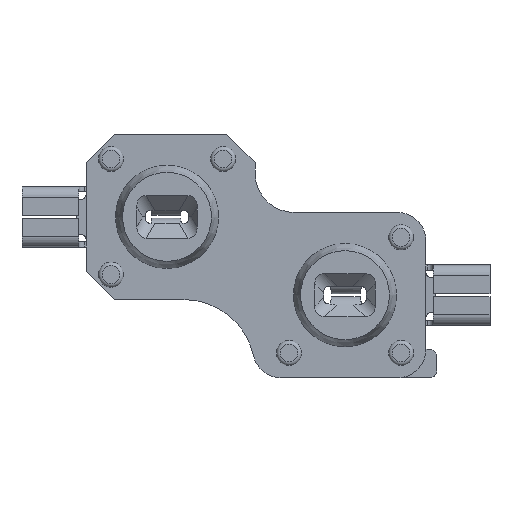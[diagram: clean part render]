
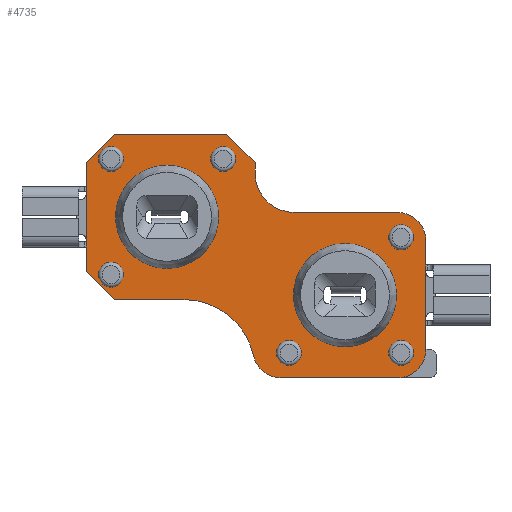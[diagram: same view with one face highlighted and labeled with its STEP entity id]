
A CAD part, front view. The second image highlights one B-rep face of the part: STEP entity #4735.
In plain terms, the highlighted planar face has unit normal (0, -1, 0).
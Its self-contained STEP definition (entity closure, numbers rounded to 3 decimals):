
#85=FACE_BOUND('',#723,.T.);
#86=FACE_BOUND('',#724,.T.);
#87=FACE_BOUND('',#725,.T.);
#88=FACE_BOUND('',#726,.T.);
#89=FACE_BOUND('',#727,.T.);
#90=FACE_BOUND('',#728,.T.);
#91=FACE_BOUND('',#729,.T.);
#92=FACE_BOUND('',#730,.T.);
#281=CIRCLE('',#5063,1.45);
#284=CIRCLE('',#5069,1.45);
#287=CIRCLE('',#5073,0.35);
#290=CIRCLE('',#5078,0.35);
#293=CIRCLE('',#5083,0.35);
#296=CIRCLE('',#5088,0.35);
#299=CIRCLE('',#5093,0.35);
#302=CIRCLE('',#5098,0.35);
#303=CIRCLE('',#5101,0.8);
#304=CIRCLE('',#5102,0.8);
#305=CIRCLE('',#5103,0.8);
#306=CIRCLE('',#5104,1.1);
#307=CIRCLE('',#5105,2.);
#452=FACE_OUTER_BOUND('',#722,.T.);
#722=EDGE_LOOP('',(#3388,#3389,#3390,#3391,#3392,#3393,#3394,#3395,#3396,
#3397,#3398,#3399,#3400,#3401,#3402));
#723=EDGE_LOOP('',(#3403));
#724=EDGE_LOOP('',(#3404));
#725=EDGE_LOOP('',(#3405));
#726=EDGE_LOOP('',(#3406));
#727=EDGE_LOOP('',(#3407));
#728=EDGE_LOOP('',(#3408));
#729=EDGE_LOOP('',(#3409));
#730=EDGE_LOOP('',(#3410));
#1040=LINE('',#7323,#1539);
#1041=LINE('',#7327,#1540);
#1042=LINE('',#7331,#1541);
#1043=LINE('',#7335,#1542);
#1044=LINE('',#7337,#1543);
#1045=LINE('',#7339,#1544);
#1046=LINE('',#7341,#1545);
#1047=LINE('',#7343,#1546);
#1048=LINE('',#7345,#1547);
#1049=LINE('',#7347,#1548);
#1539=VECTOR('',#5793,10.);
#1540=VECTOR('',#5796,10.);
#1541=VECTOR('',#5799,10.);
#1542=VECTOR('',#5802,10.);
#1543=VECTOR('',#5803,10.);
#1544=VECTOR('',#5804,10.);
#1545=VECTOR('',#5805,10.);
#1546=VECTOR('',#5806,10.);
#1547=VECTOR('',#5807,10.);
#1548=VECTOR('',#5808,10.);
#2036=VERTEX_POINT('',#7262);
#2039=VERTEX_POINT('',#7273);
#2041=VERTEX_POINT('',#7279);
#2043=VERTEX_POINT('',#7286);
#2045=VERTEX_POINT('',#7293);
#2047=VERTEX_POINT('',#7300);
#2049=VERTEX_POINT('',#7307);
#2051=VERTEX_POINT('',#7314);
#2052=VERTEX_POINT('',#7319);
#2053=VERTEX_POINT('',#7320);
#2054=VERTEX_POINT('',#7322);
#2055=VERTEX_POINT('',#7324);
#2056=VERTEX_POINT('',#7326);
#2057=VERTEX_POINT('',#7328);
#2058=VERTEX_POINT('',#7330);
#2059=VERTEX_POINT('',#7332);
#2060=VERTEX_POINT('',#7334);
#2061=VERTEX_POINT('',#7336);
#2062=VERTEX_POINT('',#7338);
#2063=VERTEX_POINT('',#7340);
#2064=VERTEX_POINT('',#7342);
#2065=VERTEX_POINT('',#7344);
#2066=VERTEX_POINT('',#7346);
#2531=EDGE_CURVE('',#2036,#2036,#281,.T.);
#2536=EDGE_CURVE('',#2039,#2039,#284,.T.);
#2539=EDGE_CURVE('',#2041,#2041,#287,.T.);
#2542=EDGE_CURVE('',#2043,#2043,#290,.T.);
#2545=EDGE_CURVE('',#2045,#2045,#293,.T.);
#2548=EDGE_CURVE('',#2047,#2047,#296,.T.);
#2551=EDGE_CURVE('',#2049,#2049,#299,.T.);
#2554=EDGE_CURVE('',#2051,#2051,#302,.T.);
#2555=EDGE_CURVE('',#2052,#2053,#303,.T.);
#2556=EDGE_CURVE('',#2054,#2052,#1040,.T.);
#2557=EDGE_CURVE('',#2055,#2054,#304,.T.);
#2558=EDGE_CURVE('',#2056,#2055,#1041,.T.);
#2559=EDGE_CURVE('',#2057,#2056,#305,.T.);
#2560=EDGE_CURVE('',#2058,#2057,#1042,.T.);
#2561=EDGE_CURVE('',#2059,#2058,#306,.T.);
#2562=EDGE_CURVE('',#2060,#2059,#1043,.T.);
#2563=EDGE_CURVE('',#2061,#2060,#1044,.T.);
#2564=EDGE_CURVE('',#2062,#2061,#1045,.T.);
#2565=EDGE_CURVE('',#2063,#2062,#1046,.T.);
#2566=EDGE_CURVE('',#2064,#2063,#1047,.T.);
#2567=EDGE_CURVE('',#2065,#2064,#1048,.T.);
#2568=EDGE_CURVE('',#2066,#2065,#1049,.T.);
#2569=EDGE_CURVE('',#2053,#2066,#307,.T.);
#3388=ORIENTED_EDGE('',*,*,#2555,.F.);
#3389=ORIENTED_EDGE('',*,*,#2556,.F.);
#3390=ORIENTED_EDGE('',*,*,#2557,.F.);
#3391=ORIENTED_EDGE('',*,*,#2558,.F.);
#3392=ORIENTED_EDGE('',*,*,#2559,.F.);
#3393=ORIENTED_EDGE('',*,*,#2560,.F.);
#3394=ORIENTED_EDGE('',*,*,#2561,.F.);
#3395=ORIENTED_EDGE('',*,*,#2562,.F.);
#3396=ORIENTED_EDGE('',*,*,#2563,.F.);
#3397=ORIENTED_EDGE('',*,*,#2564,.F.);
#3398=ORIENTED_EDGE('',*,*,#2565,.F.);
#3399=ORIENTED_EDGE('',*,*,#2566,.F.);
#3400=ORIENTED_EDGE('',*,*,#2567,.F.);
#3401=ORIENTED_EDGE('',*,*,#2568,.F.);
#3402=ORIENTED_EDGE('',*,*,#2569,.F.);
#3403=ORIENTED_EDGE('',*,*,#2545,.F.);
#3404=ORIENTED_EDGE('',*,*,#2548,.F.);
#3405=ORIENTED_EDGE('',*,*,#2542,.F.);
#3406=ORIENTED_EDGE('',*,*,#2531,.F.);
#3407=ORIENTED_EDGE('',*,*,#2551,.F.);
#3408=ORIENTED_EDGE('',*,*,#2554,.F.);
#3409=ORIENTED_EDGE('',*,*,#2536,.F.);
#3410=ORIENTED_EDGE('',*,*,#2539,.F.);
#4542=PLANE('',#5100);
#4735=ADVANCED_FACE('',(#452,#85,#86,#87,#88,#89,#90,#91,#92),#4542,.T.);
#5063=AXIS2_PLACEMENT_3D('',#7264,#5713,#5714);
#5069=AXIS2_PLACEMENT_3D('',#7275,#5727,#5728);
#5073=AXIS2_PLACEMENT_3D('',#7281,#5735,#5736);
#5078=AXIS2_PLACEMENT_3D('',#7288,#5745,#5746);
#5083=AXIS2_PLACEMENT_3D('',#7295,#5755,#5756);
#5088=AXIS2_PLACEMENT_3D('',#7302,#5765,#5766);
#5093=AXIS2_PLACEMENT_3D('',#7309,#5775,#5776);
#5098=AXIS2_PLACEMENT_3D('',#7316,#5785,#5786);
#5100=AXIS2_PLACEMENT_3D('',#7318,#5789,#5790);
#5101=AXIS2_PLACEMENT_3D('',#7321,#5791,#5792);
#5102=AXIS2_PLACEMENT_3D('',#7325,#5794,#5795);
#5103=AXIS2_PLACEMENT_3D('',#7329,#5797,#5798);
#5104=AXIS2_PLACEMENT_3D('',#7333,#5800,#5801);
#5105=AXIS2_PLACEMENT_3D('',#7348,#5809,#5810);
#5713=DIRECTION('center_axis',(0.,-1.,0.));
#5714=DIRECTION('ref_axis',(1.,0.,0.));
#5727=DIRECTION('center_axis',(0.,-1.,0.));
#5728=DIRECTION('ref_axis',(1.,0.,0.));
#5735=DIRECTION('center_axis',(0.,-1.,0.));
#5736=DIRECTION('ref_axis',(1.,0.,0.));
#5745=DIRECTION('center_axis',(0.,-1.,0.));
#5746=DIRECTION('ref_axis',(1.,0.,0.));
#5755=DIRECTION('center_axis',(0.,-1.,0.));
#5756=DIRECTION('ref_axis',(1.,0.,0.));
#5765=DIRECTION('center_axis',(0.,-1.,0.));
#5766=DIRECTION('ref_axis',(1.,0.,0.));
#5775=DIRECTION('center_axis',(0.,-1.,0.));
#5776=DIRECTION('ref_axis',(1.,0.,0.));
#5785=DIRECTION('center_axis',(0.,-1.,0.));
#5786=DIRECTION('ref_axis',(1.,0.,0.));
#5789=DIRECTION('center_axis',(0.,-1.,0.));
#5790=DIRECTION('ref_axis',(1.,0.,0.));
#5791=DIRECTION('center_axis',(0.,1.,0.));
#5792=DIRECTION('ref_axis',(1.,0.,0.));
#5793=DIRECTION('',(-1.,0.,0.));
#5794=DIRECTION('center_axis',(0.,1.,0.));
#5795=DIRECTION('ref_axis',(0.707,0.,-0.707));
#5796=DIRECTION('',(0.,0.,-1.));
#5797=DIRECTION('center_axis',(0.,1.,0.));
#5798=DIRECTION('ref_axis',(0.707,0.,0.707));
#5799=DIRECTION('',(1.,0.,0.));
#5800=DIRECTION('center_axis',(0.,-1.,0.));
#5801=DIRECTION('ref_axis',(-0.707,0.,-0.707));
#5802=DIRECTION('',(0.,0.,-1.));
#5803=DIRECTION('',(0.707,0.,-0.707));
#5804=DIRECTION('',(1.,0.,0.));
#5805=DIRECTION('',(0.707,0.,0.707));
#5806=DIRECTION('',(0.,0.,1.));
#5807=DIRECTION('',(-0.707,0.,0.707));
#5808=DIRECTION('',(-1.,0.,0.));
#5809=DIRECTION('center_axis',(0.,-1.,0.));
#5810=DIRECTION('ref_axis',(1.,0.,0.));
#7262=CARTESIAN_POINT('',(-1.45,0.1,6.));
#7264=CARTESIAN_POINT('Origin',(0.,0.1,6.));
#7273=CARTESIAN_POINT('',(3.55,0.1,3.8));
#7275=CARTESIAN_POINT('Origin',(5.,0.1,3.8));
#7279=CARTESIAN_POINT('',(1.575,0.1,7.975));
#7281=CARTESIAN_POINT('Origin',(1.575,0.1,7.625));
#7286=CARTESIAN_POINT('',(-1.575,0.1,7.975));
#7288=CARTESIAN_POINT('Origin',(-1.575,0.1,7.625));
#7293=CARTESIAN_POINT('',(-1.575,0.1,4.725));
#7295=CARTESIAN_POINT('Origin',(-1.575,0.1,4.375));
#7300=CARTESIAN_POINT('',(3.425,0.1,2.525));
#7302=CARTESIAN_POINT('Origin',(3.425,0.1,2.175));
#7307=CARTESIAN_POINT('',(6.575,0.1,2.525));
#7309=CARTESIAN_POINT('Origin',(6.575,0.1,2.175));
#7314=CARTESIAN_POINT('',(6.575,0.1,5.775));
#7316=CARTESIAN_POINT('Origin',(6.575,0.1,5.425));
#7318=CARTESIAN_POINT('Origin',(2.5,0.1,4.9));
#7319=CARTESIAN_POINT('',(3.21,0.1,1.475));
#7320=CARTESIAN_POINT('',(2.429,0.1,2.104));
#7321=CARTESIAN_POINT('Origin',(3.21,0.1,2.275));
#7322=CARTESIAN_POINT('',(6.475,0.1,1.475));
#7323=CARTESIAN_POINT('',(5.038,0.1,1.475));
#7324=CARTESIAN_POINT('',(7.275,0.1,2.275));
#7325=CARTESIAN_POINT('Origin',(6.475,0.1,2.275));
#7326=CARTESIAN_POINT('',(7.275,0.1,5.325));
#7327=CARTESIAN_POINT('',(7.275,0.1,5.512));
#7328=CARTESIAN_POINT('',(6.475,0.1,6.125));
#7329=CARTESIAN_POINT('Origin',(6.475,0.1,5.325));
#7330=CARTESIAN_POINT('',(3.575,0.1,6.125));
#7331=CARTESIAN_POINT('',(2.488,0.1,6.125));
#7332=CARTESIAN_POINT('',(2.475,0.1,7.225));
#7333=CARTESIAN_POINT('Origin',(3.575,0.1,7.225));
#7334=CARTESIAN_POINT('',(2.475,0.1,7.525));
#7335=CARTESIAN_POINT('',(2.475,0.1,6.612));
#7336=CARTESIAN_POINT('',(1.675,0.1,8.325));
#7337=CARTESIAN_POINT('',(2.938,0.1,7.063));
#7338=CARTESIAN_POINT('',(-1.475,0.1,8.325));
#7339=CARTESIAN_POINT('',(0.112,0.1,8.325));
#7340=CARTESIAN_POINT('',(-2.275,0.1,7.525));
#7341=CARTESIAN_POINT('',(-1.538,0.1,8.263));
#7342=CARTESIAN_POINT('',(-2.275,0.1,4.475));
#7343=CARTESIAN_POINT('',(-2.275,0.1,4.287));
#7344=CARTESIAN_POINT('',(-1.475,0.1,3.675));
#7345=CARTESIAN_POINT('',(-0.987,0.1,3.188));
#7346=CARTESIAN_POINT('',(0.475,0.1,3.675));
#7347=CARTESIAN_POINT('',(1.488,0.1,3.675));
#7348=CARTESIAN_POINT('Origin',(0.475,0.1,1.675));
